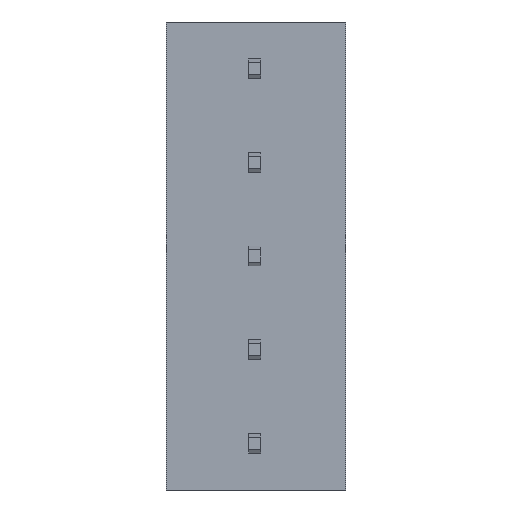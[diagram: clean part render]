
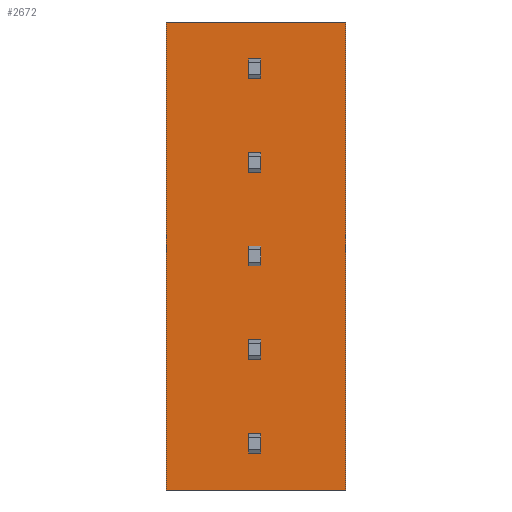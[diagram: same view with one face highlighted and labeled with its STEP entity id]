
A CAD part, front view. The second image highlights one B-rep face of the part: STEP entity #2672.
In plain terms, the highlighted planar face has unit normal (0, -1, 0).
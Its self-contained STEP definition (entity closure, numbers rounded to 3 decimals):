
#53=DIRECTION('',(1.,0.,0.));
#54=VECTOR('',#53,0.5);
#55=CARTESIAN_POINT('',(-0.25,0.,-0.4));
#56=LINE('',#55,#54);
#57=DIRECTION('',(0.,0.,1.));
#58=VECTOR('',#57,0.8);
#59=CARTESIAN_POINT('',(0.25,0.,-0.4));
#60=LINE('',#59,#58);
#61=DIRECTION('',(-1.,0.,0.));
#62=VECTOR('',#61,0.5);
#63=CARTESIAN_POINT('',(0.25,0.,0.4));
#64=LINE('',#63,#62);
#65=DIRECTION('',(0.,0.,-1.));
#66=VECTOR('',#65,0.8);
#67=CARTESIAN_POINT('',(-0.25,0.,0.4));
#68=LINE('',#67,#66);
#69=DIRECTION('',(1.,0.,0.));
#70=VECTOR('',#69,7.3);
#71=CARTESIAN_POINT('',(-3.6,0.,17.145));
#72=LINE('',#71,#70);
#73=DIRECTION('',(-1.,0.,0.));
#74=VECTOR('',#73,7.3);
#75=CARTESIAN_POINT('',(3.7,0.,-1.905));
#76=LINE('',#75,#74);
#77=DIRECTION('',(0.,0.,-1.));
#78=VECTOR('',#77,19.05);
#79=CARTESIAN_POINT('',(-3.6,0.,17.145));
#80=LINE('',#79,#78);
#81=DIRECTION('',(0.,0.,1.));
#82=VECTOR('',#81,0.8);
#83=CARTESIAN_POINT('',(0.25,0.,3.41));
#84=LINE('',#83,#82);
#85=DIRECTION('',(-1.,0.,0.));
#86=VECTOR('',#85,0.5);
#87=CARTESIAN_POINT('',(0.25,0.,4.21));
#88=LINE('',#87,#86);
#89=DIRECTION('',(0.,0.,-1.));
#90=VECTOR('',#89,0.8);
#91=CARTESIAN_POINT('',(-0.25,0.,4.21));
#92=LINE('',#91,#90);
#93=DIRECTION('',(-1.,0.,0.));
#94=VECTOR('',#93,0.5);
#95=CARTESIAN_POINT('',(0.25,0.,3.41));
#96=LINE('',#95,#94);
#97=DIRECTION('',(0.,0.,1.));
#98=VECTOR('',#97,0.8);
#99=CARTESIAN_POINT('',(0.25,0.,7.22));
#100=LINE('',#99,#98);
#101=DIRECTION('',(-1.,0.,0.));
#102=VECTOR('',#101,0.5);
#103=CARTESIAN_POINT('',(0.25,0.,8.02));
#104=LINE('',#103,#102);
#105=DIRECTION('',(0.,0.,-1.));
#106=VECTOR('',#105,0.8);
#107=CARTESIAN_POINT('',(-0.25,0.,8.02));
#108=LINE('',#107,#106);
#109=DIRECTION('',(-1.,0.,0.));
#110=VECTOR('',#109,0.5);
#111=CARTESIAN_POINT('',(0.25,0.,7.22));
#112=LINE('',#111,#110);
#113=DIRECTION('',(0.,0.,1.));
#114=VECTOR('',#113,0.8);
#115=CARTESIAN_POINT('',(0.25,0.,11.03));
#116=LINE('',#115,#114);
#117=DIRECTION('',(-1.,0.,0.));
#118=VECTOR('',#117,0.5);
#119=CARTESIAN_POINT('',(0.25,0.,11.83));
#120=LINE('',#119,#118);
#121=DIRECTION('',(0.,0.,-1.));
#122=VECTOR('',#121,0.8);
#123=CARTESIAN_POINT('',(-0.25,0.,11.83));
#124=LINE('',#123,#122);
#125=DIRECTION('',(-1.,0.,0.));
#126=VECTOR('',#125,0.5);
#127=CARTESIAN_POINT('',(0.25,0.,11.03));
#128=LINE('',#127,#126);
#129=DIRECTION('',(0.,0.,1.));
#130=VECTOR('',#129,0.8);
#131=CARTESIAN_POINT('',(0.25,0.,14.84));
#132=LINE('',#131,#130);
#133=DIRECTION('',(-1.,0.,0.));
#134=VECTOR('',#133,0.5);
#135=CARTESIAN_POINT('',(0.25,0.,15.64));
#136=LINE('',#135,#134);
#137=DIRECTION('',(0.,0.,-1.));
#138=VECTOR('',#137,0.8);
#139=CARTESIAN_POINT('',(-0.25,0.,15.64));
#140=LINE('',#139,#138);
#141=DIRECTION('',(-1.,0.,0.));
#142=VECTOR('',#141,0.5);
#143=CARTESIAN_POINT('',(0.25,0.,14.84));
#144=LINE('',#143,#142);
#201=DIRECTION('',(0.,0.,-1.));
#202=VECTOR('',#201,19.05);
#203=CARTESIAN_POINT('',(3.7,0.,17.145));
#204=LINE('',#203,#202);
#2090=CARTESIAN_POINT('',(3.7,0.,17.145));
#2092=VERTEX_POINT('',#2090);
#2108=CARTESIAN_POINT('',(-3.6,0.,17.145));
#2109=VERTEX_POINT('',#2108);
#2110=CARTESIAN_POINT('',(3.7,0.,-1.905));
#2112=VERTEX_POINT('',#2110);
#2128=CARTESIAN_POINT('',(-3.6,0.,-1.905));
#2129=VERTEX_POINT('',#2128);
#2207=CARTESIAN_POINT('',(-0.25,0.,0.4));
#2208=CARTESIAN_POINT('',(-0.25,0.,-0.4));
#2209=VERTEX_POINT('',#2207);
#2210=VERTEX_POINT('',#2208);
#2211=CARTESIAN_POINT('',(0.25,0.,-0.4));
#2212=CARTESIAN_POINT('',(0.25,0.,0.4));
#2213=VERTEX_POINT('',#2211);
#2214=VERTEX_POINT('',#2212);
#2268=CARTESIAN_POINT('',(0.25,0.,4.21));
#2269=VERTEX_POINT('',#2268);
#2270=CARTESIAN_POINT('',(0.25,0.,3.41));
#2271=VERTEX_POINT('',#2270);
#2272=CARTESIAN_POINT('',(-0.25,0.,4.21));
#2273=VERTEX_POINT('',#2272);
#2274=CARTESIAN_POINT('',(-0.25,0.,3.41));
#2275=VERTEX_POINT('',#2274);
#2358=CARTESIAN_POINT('',(0.25,0.,8.02));
#2359=VERTEX_POINT('',#2358);
#2360=CARTESIAN_POINT('',(0.25,0.,7.22));
#2361=VERTEX_POINT('',#2360);
#2362=CARTESIAN_POINT('',(-0.25,0.,8.02));
#2363=VERTEX_POINT('',#2362);
#2364=CARTESIAN_POINT('',(-0.25,0.,7.22));
#2365=VERTEX_POINT('',#2364);
#2448=CARTESIAN_POINT('',(0.25,0.,11.83));
#2449=VERTEX_POINT('',#2448);
#2450=CARTESIAN_POINT('',(0.25,0.,11.03));
#2451=VERTEX_POINT('',#2450);
#2452=CARTESIAN_POINT('',(-0.25,0.,11.83));
#2453=VERTEX_POINT('',#2452);
#2454=CARTESIAN_POINT('',(-0.25,0.,11.03));
#2455=VERTEX_POINT('',#2454);
#2538=CARTESIAN_POINT('',(0.25,0.,15.64));
#2539=VERTEX_POINT('',#2538);
#2540=CARTESIAN_POINT('',(0.25,0.,14.84));
#2541=VERTEX_POINT('',#2540);
#2542=CARTESIAN_POINT('',(-0.25,0.,15.64));
#2543=VERTEX_POINT('',#2542);
#2544=CARTESIAN_POINT('',(-0.25,0.,14.84));
#2545=VERTEX_POINT('',#2544);
#2608=CARTESIAN_POINT('',(-3.6,0.,17.145));
#2609=DIRECTION('',(0.,-1.,0.));
#2610=DIRECTION('',(1.,0.,0.));
#2611=AXIS2_PLACEMENT_3D('',#2608,#2609,#2610);
#2612=PLANE('',#2611);
#2613=ORIENTED_EDGE('',*,*,#2585,.T.);
#2615=ORIENTED_EDGE('',*,*,#2614,.T.);
#2617=ORIENTED_EDGE('',*,*,#2616,.T.);
#2619=ORIENTED_EDGE('',*,*,#2618,.F.);
#2620=EDGE_LOOP('',(#2613,#2615,#2617,#2619));
#2621=FACE_OUTER_BOUND('',#2620,.F.);
#2623=ORIENTED_EDGE('',*,*,#2622,.T.);
#2625=ORIENTED_EDGE('',*,*,#2624,.T.);
#2627=ORIENTED_EDGE('',*,*,#2626,.T.);
#2629=ORIENTED_EDGE('',*,*,#2628,.T.);
#2630=EDGE_LOOP('',(#2623,#2625,#2627,#2629));
#2631=FACE_BOUND('',#2630,.F.);
#2633=ORIENTED_EDGE('',*,*,#2632,.T.);
#2635=ORIENTED_EDGE('',*,*,#2634,.T.);
#2637=ORIENTED_EDGE('',*,*,#2636,.T.);
#2639=ORIENTED_EDGE('',*,*,#2638,.F.);
#2640=EDGE_LOOP('',(#2633,#2635,#2637,#2639));
#2641=FACE_BOUND('',#2640,.F.);
#2643=ORIENTED_EDGE('',*,*,#2642,.T.);
#2645=ORIENTED_EDGE('',*,*,#2644,.T.);
#2647=ORIENTED_EDGE('',*,*,#2646,.T.);
#2649=ORIENTED_EDGE('',*,*,#2648,.F.);
#2650=EDGE_LOOP('',(#2643,#2645,#2647,#2649));
#2651=FACE_BOUND('',#2650,.F.);
#2653=ORIENTED_EDGE('',*,*,#2652,.T.);
#2655=ORIENTED_EDGE('',*,*,#2654,.T.);
#2657=ORIENTED_EDGE('',*,*,#2656,.T.);
#2659=ORIENTED_EDGE('',*,*,#2658,.F.);
#2660=EDGE_LOOP('',(#2653,#2655,#2657,#2659));
#2661=FACE_BOUND('',#2660,.F.);
#2663=ORIENTED_EDGE('',*,*,#2662,.T.);
#2665=ORIENTED_EDGE('',*,*,#2664,.T.);
#2667=ORIENTED_EDGE('',*,*,#2666,.T.);
#2669=ORIENTED_EDGE('',*,*,#2668,.F.);
#2670=EDGE_LOOP('',(#2663,#2665,#2667,#2669));
#2671=FACE_BOUND('',#2670,.F.);
#2585=EDGE_CURVE('',#2109,#2092,#72,.T.);
#2614=EDGE_CURVE('',#2092,#2112,#204,.T.);
#2616=EDGE_CURVE('',#2112,#2129,#76,.T.);
#2618=EDGE_CURVE('',#2109,#2129,#80,.T.);
#2622=EDGE_CURVE('',#2210,#2213,#56,.T.);
#2624=EDGE_CURVE('',#2213,#2214,#60,.T.);
#2626=EDGE_CURVE('',#2214,#2209,#64,.T.);
#2628=EDGE_CURVE('',#2209,#2210,#68,.T.);
#2632=EDGE_CURVE('',#2271,#2269,#84,.T.);
#2634=EDGE_CURVE('',#2269,#2273,#88,.T.);
#2636=EDGE_CURVE('',#2273,#2275,#92,.T.);
#2638=EDGE_CURVE('',#2271,#2275,#96,.T.);
#2642=EDGE_CURVE('',#2361,#2359,#100,.T.);
#2644=EDGE_CURVE('',#2359,#2363,#104,.T.);
#2646=EDGE_CURVE('',#2363,#2365,#108,.T.);
#2648=EDGE_CURVE('',#2361,#2365,#112,.T.);
#2652=EDGE_CURVE('',#2451,#2449,#116,.T.);
#2654=EDGE_CURVE('',#2449,#2453,#120,.T.);
#2656=EDGE_CURVE('',#2453,#2455,#124,.T.);
#2658=EDGE_CURVE('',#2451,#2455,#128,.T.);
#2662=EDGE_CURVE('',#2541,#2539,#132,.T.);
#2664=EDGE_CURVE('',#2539,#2543,#136,.T.);
#2666=EDGE_CURVE('',#2543,#2545,#140,.T.);
#2668=EDGE_CURVE('',#2541,#2545,#144,.T.);
#2672=ADVANCED_FACE('',(#2621,#2631,#2641,#2651,#2661,#2671),#2612,.T.);
